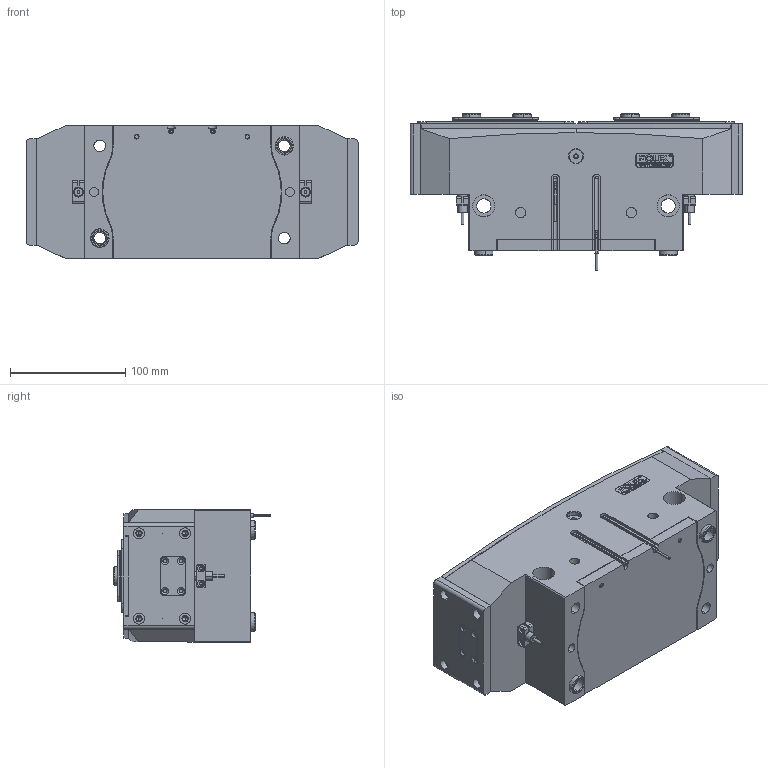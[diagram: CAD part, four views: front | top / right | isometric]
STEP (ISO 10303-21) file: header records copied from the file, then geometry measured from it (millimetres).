
FILE_DESCRIPTION (( 'STEP AP203' ), '1' );
FILE_NAME ('FR117-270-S-P.STEP', '2025-05-06T09:42:23', ( 'USER-' ), ( 'Microsoft' ), 'SwSTEP 2.0', 'SolidWorks 2018', '' );
FILE_SCHEMA (( 'CONFIG_CONTROL_DESIGN' ));
Length unit declared in the file: millimetre
Products named in the file (19): TRT117-270-M-14 忒硌薊啣; TRT117-270-MX-05菁裔啣-1; TRT117-270-MX-06 笢猾え-1; FR117-270-S-P; TRT117-270-SX-02 喘倛賑輸; 32x12-R2; TRT117-270-M-11 奻葡裔啣; TR240-15耜猾苤裔耀倰; ﾏ擎ﾗ16｡ﾁ12｡ﾁ8; 8-30 換覜ん; TRT117-270-M-13 移动挡板(默认); FR117-270-S; 棠羲換覜ん; P-GS-T-01 喘倛蚚標釱; TRT117-270-MX-01 喘倛褲极-1; 揤輸杅耀.sldasm-Part-9; 揤輸; TRT117-270-M-12 耜猾极; 内六角圆柱头螺钉[GBT70_1-2008][M2.5×8]
Assembly tree (37 placements, depth 4):
  FR117-270-S-P
    TRT117-270-M-11 奻葡裔啣
    TRT117-270-M-12 耜猾极  x2
    TRT117-270-M-14 忒硌薊啣  x2
    TRT117-270-M-13 移动挡板(默认)  x2
    TR240-15耜猾苤裔耀倰  x2
    FR117-270-S
      TRT117-270-MX-01 喘倛褲极-1
      TRT117-270-MX-05菁裔啣-1
      8-30 換覜ん  x2
      P-GS-T-01 喘倛蚚標釱  x2
      32x12-R2
      棠羲換覜ん  x2
      ﾏ擎ﾗ16｡ﾁ12｡ﾁ8  x6
      TRT117-270-SX-02 喘倛賑輸  x2
      TRT117-270-MX-06 笢猾え-1
      揤輸  x2
        揤輸杅耀.sldasm-Part-9
        内六角圆柱头螺钉[GBT70_1-2008][M2.5×8]
    ﾏ擎ﾗ16｡ﾁ12｡ﾁ8  x4
Bounding box: 288 x 136 x 115 mm (x, y, z)
Volume: 2779120.1 mm3; surface area: 444396.2 mm2
Topology: 37 solids, 41 shells, 1935 faces, 4913 edges, 3107 vertices
Faces by surface type: plane 782, cylinder 643, cone 339, bspline 155, torus 16
Entity records: 50771 total; most frequent: CARTESIAN_POINT 14374, ORIENTED_EDGE 7114, DIRECTION 6794, EDGE_CURVE 3557, VERTEX_POINT 2309, AXIS2_PLACEMENT_3D 2303, VECTOR 2188, LINE 2188
